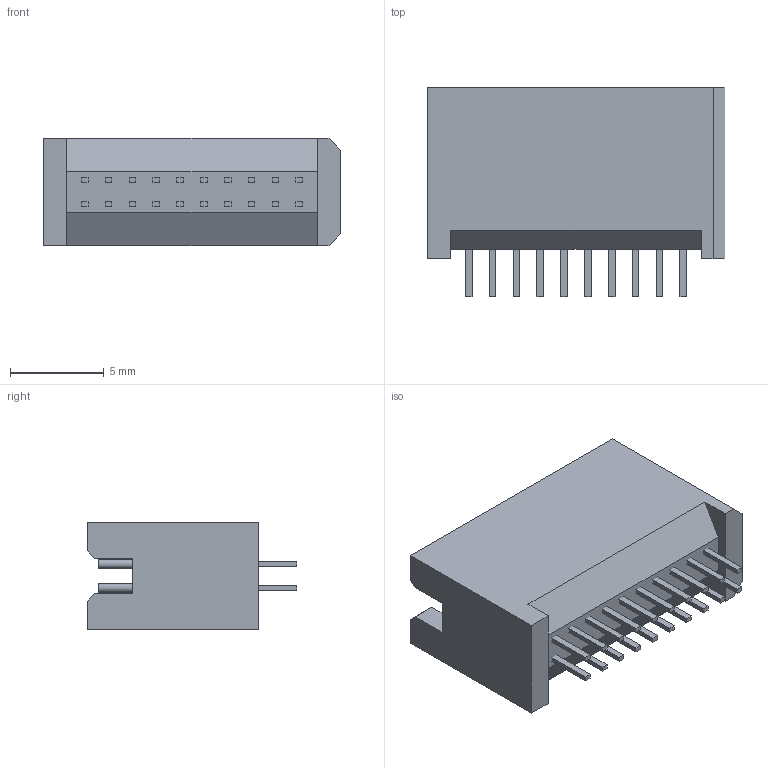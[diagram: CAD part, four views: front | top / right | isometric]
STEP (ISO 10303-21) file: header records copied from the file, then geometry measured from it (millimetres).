
FILE_DESCRIPTION( ( 'STEP AP214' ), '1' );
FILE_NAME( 'TFM-110-21-S-D.stp', '2022-05-18T07:53:10', ( 'License CC BY-ND 4.0' ), ( 'CADENAS' ), ' ', 'PARTsolutions', ' ' );
FILE_SCHEMA( ( 'AUTOMOTIVE_DESIGN { 1 0 10303 214 1 1 1 1 }' ) );
Length unit declared in the file: inch
Products named in the file (3): TFM-110-21-S-D; _TFM-110-21-L-D_terminal; _TFM-110-21-L-D_pins
Assembly tree (2 placements, depth 2):
  TFM-110-21-S-D
    _TFM-110-21-L-D_terminal
    _TFM-110-21-L-D_pins
Bounding box: 15.88 x 11.18 x 5.71 mm (x, y, z)
Volume: 586.8 mm3; surface area: 1020.3 mm2
Topology: 2 solids, 2 shells, 184 faces, 433 edges, 293 vertices
Faces by surface type: plane 164, cylinder 20
Full cylindrical faces by diameter (mm): 0.457 x20
Entity records: 6467 total; most frequent: CARTESIAN_POINT 853, DIRECTION 807, ORIENTED_EDGE 786, EDGE_CURVE 393, LINE 353, VECTOR 353, VERTEX_POINT 273, EDGE_LOOP 244
